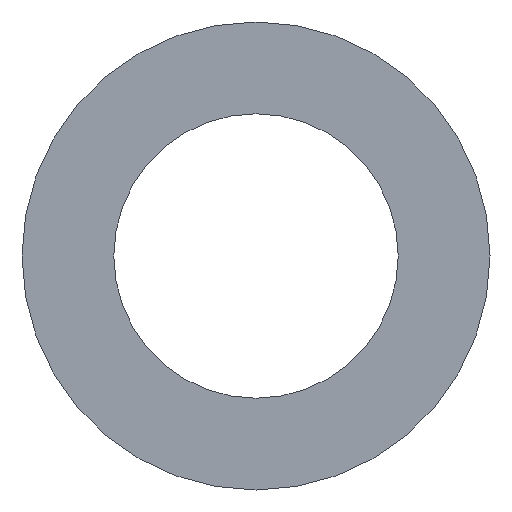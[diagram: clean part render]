
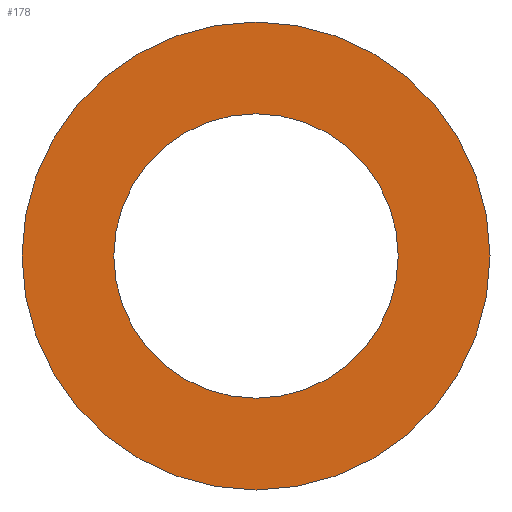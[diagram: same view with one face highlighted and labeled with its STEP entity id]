
A CAD part, front view. The second image highlights one B-rep face of the part: STEP entity #178.
In plain terms, the highlighted planar face has unit normal (0, -1, 0).
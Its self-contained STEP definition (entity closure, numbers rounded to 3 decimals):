
#2 = FACE_BOUND ( 'NONE', #16, .T. ) ;
#9 = VERTEX_POINT ( 'NONE', #131 ) ;
#11 = VERTEX_POINT ( 'NONE', #56 ) ;
#12 = ORIENTED_EDGE ( 'NONE', *, *, #133, .F. ) ;
#16 = EDGE_LOOP ( 'NONE', ( #108, #124 ) ) ;
#21 = FACE_OUTER_BOUND ( 'NONE', #147, .T. ) ;
#26 = VERTEX_POINT ( 'NONE', #167 ) ;
#32 = AXIS2_PLACEMENT_3D ( 'NONE', #85, #134, #189 ) ;
#40 = CIRCLE ( 'NONE', #191, 3.1 ) ;
#46 = EDGE_CURVE ( 'NONE', #9, #26, #40, .T. ) ;
#50 = DIRECTION ( 'NONE',  ( 0., 0., 1. ) ) ;
#56 = CARTESIAN_POINT ( 'NONE',  ( 0., 0., 5.1 ) ) ;
#61 = ORIENTED_EDGE ( 'NONE', *, *, #106, .F. ) ;
#65 = PLANE ( 'NONE',  #32 ) ;
#66 = CARTESIAN_POINT ( 'NONE',  ( 0., 0., -5.1 ) ) ;
#72 = CIRCLE ( 'NONE', #78, 5.1 ) ;
#75 = VERTEX_POINT ( 'NONE', #66 ) ;
#76 = EDGE_CURVE ( 'NONE', #26, #9, #121, .T. ) ;
#78 = AXIS2_PLACEMENT_3D ( 'NONE', #193, #120, #50 ) ;
#79 = DIRECTION ( 'NONE',  ( 0., 1., 0. ) ) ;
#85 = CARTESIAN_POINT ( 'NONE',  ( 0., 0., 0. ) ) ;
#97 = DIRECTION ( 'NONE',  ( 0., 0., 1. ) ) ;
#101 = CARTESIAN_POINT ( 'NONE',  ( 0., 0., 0. ) ) ;
#106 = EDGE_CURVE ( 'NONE', #11, #75, #72, .T. ) ;
#108 = ORIENTED_EDGE ( 'NONE', *, *, #46, .T. ) ;
#113 = DIRECTION ( 'NONE',  ( 0., 1., 0. ) ) ;
#120 = DIRECTION ( 'NONE',  ( 0., 1., 0. ) ) ;
#121 = CIRCLE ( 'NONE', #197, 3.1 ) ;
#124 = ORIENTED_EDGE ( 'NONE', *, *, #76, .T. ) ;
#130 = CIRCLE ( 'NONE', #154, 5.1 ) ;
#131 = CARTESIAN_POINT ( 'NONE',  ( 0., 0., -3.1 ) ) ;
#133 = EDGE_CURVE ( 'NONE', #75, #11, #130, .T. ) ;
#134 = DIRECTION ( 'NONE',  ( 0., 1., 0. ) ) ;
#147 = EDGE_LOOP ( 'NONE', ( #12, #61 ) ) ;
#154 = AXIS2_PLACEMENT_3D ( 'NONE', #174, #113, #160 ) ;
#160 = DIRECTION ( 'NONE',  ( 0., 0., 1. ) ) ;
#167 = CARTESIAN_POINT ( 'NONE',  ( 0., 0., 3.1 ) ) ;
#168 = CARTESIAN_POINT ( 'NONE',  ( 0., 0., 0. ) ) ;
#174 = CARTESIAN_POINT ( 'NONE',  ( 0., 0., 0. ) ) ;
#175 = DIRECTION ( 'NONE',  ( 0., 1., 0. ) ) ;
#178 = ADVANCED_FACE ( 'NONE', ( #21, #2 ), #65, .F. ) ;
#189 = DIRECTION ( 'NONE',  ( 0., 0., 1. ) ) ;
#191 = AXIS2_PLACEMENT_3D ( 'NONE', #168, #79, #97 ) ;
#192 = DIRECTION ( 'NONE',  ( 0., 0., 1. ) ) ;
#193 = CARTESIAN_POINT ( 'NONE',  ( 0., 0., 0. ) ) ;
#197 = AXIS2_PLACEMENT_3D ( 'NONE', #101, #175, #192 ) ;
